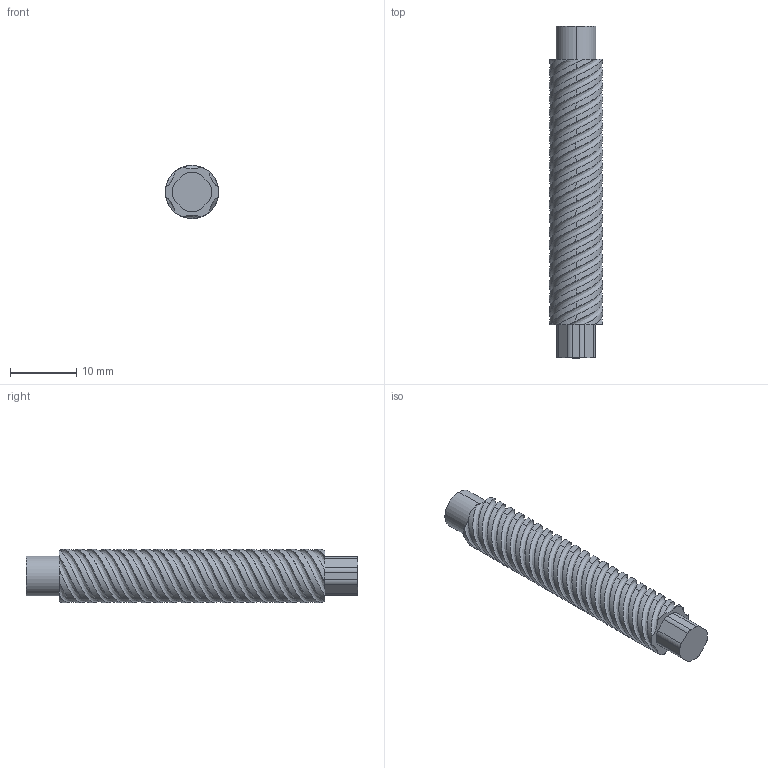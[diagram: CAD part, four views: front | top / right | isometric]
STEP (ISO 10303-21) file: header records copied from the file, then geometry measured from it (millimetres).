
FILE_DESCRIPTION (( 'STEP AP214' ), '1' );
FILE_NAME ('佪裝.STEP', '2026-01-13T08:04:57', ( '' ), ( '' ), 'SwSTEP 2.0', 'SolidWorks 2025', '' );
FILE_SCHEMA (( 'AUTOMOTIVE_DESIGN' ));
Length unit declared in the file: millimetre
Products named in the file (1): 丝杆
Bounding box: 8 x 50 x 8 mm (x, y, z)
Volume: 2074.5 mm3; surface area: 1536.3 mm2
Topology: 1 solids, 1 shells, 74 faces, 210 edges, 140 vertices
Faces by surface type: cylinder 56, plane 12, bspline 6
Entity records: 11845 total; most frequent: CARTESIAN_POINT 10185, ORIENTED_EDGE 420, DIRECTION 276, EDGE_CURVE 210, VERTEX_POINT 140, AXIS2_PLACEMENT_3D 101, EDGE_LOOP 76, VECTOR 74
